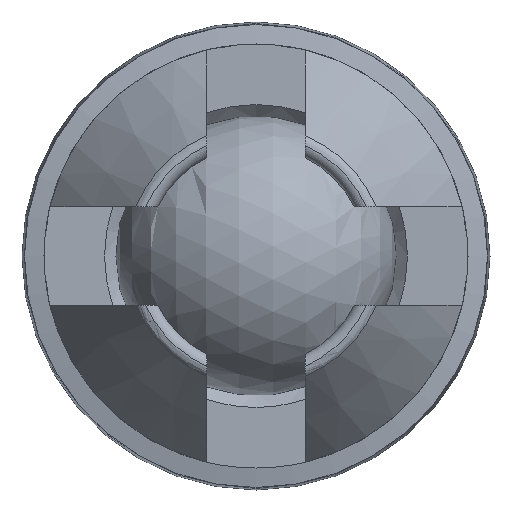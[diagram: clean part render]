
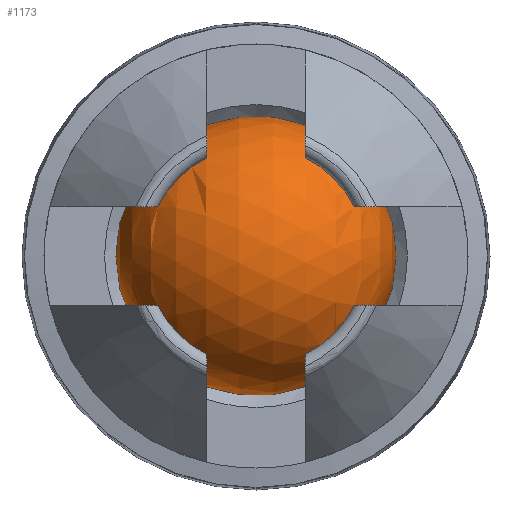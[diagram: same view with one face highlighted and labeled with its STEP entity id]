
A CAD part, front view. The second image highlights one B-rep face of the part: STEP entity #1173.
In plain terms, the highlighted spherical face has radius 1.85 mm.
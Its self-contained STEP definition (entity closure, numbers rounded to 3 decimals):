
#20=SPHERICAL_SURFACE('',#1315,1.85);
#127=CIRCLE('',#1242,1.681);
#128=CIRCLE('',#1244,1.681);
#129=CIRCLE('',#1246,1.681);
#130=CIRCLE('',#1248,1.681);
#131=CIRCLE('',#1250,1.45);
#132=CIRCLE('',#1252,1.45);
#133=CIRCLE('',#1254,1.45);
#134=CIRCLE('',#1256,1.45);
#150=CIRCLE('',#1284,1.732);
#151=CIRCLE('',#1286,1.732);
#152=CIRCLE('',#1289,1.732);
#153=CIRCLE('',#1291,1.732);
#154=CIRCLE('',#1294,1.732);
#155=CIRCLE('',#1296,1.732);
#156=CIRCLE('',#1300,1.732);
#157=CIRCLE('',#1302,1.732);
#486=ORIENTED_EDGE('',*,*,#591,.T.);
#487=ORIENTED_EDGE('',*,*,#640,.T.);
#488=ORIENTED_EDGE('',*,*,#603,.T.);
#489=ORIENTED_EDGE('',*,*,#646,.T.);
#490=ORIENTED_EDGE('',*,*,#588,.T.);
#491=ORIENTED_EDGE('',*,*,#644,.T.);
#492=ORIENTED_EDGE('',*,*,#600,.T.);
#493=ORIENTED_EDGE('',*,*,#650,.T.);
#494=ORIENTED_EDGE('',*,*,#594,.T.);
#495=ORIENTED_EDGE('',*,*,#642,.T.);
#496=ORIENTED_EDGE('',*,*,#582,.T.);
#497=ORIENTED_EDGE('',*,*,#654,.T.);
#498=ORIENTED_EDGE('',*,*,#585,.T.);
#499=ORIENTED_EDGE('',*,*,#648,.T.);
#500=ORIENTED_EDGE('',*,*,#597,.T.);
#501=ORIENTED_EDGE('',*,*,#655,.T.);
#582=EDGE_CURVE('',#742,#743,#127,.F.);
#585=EDGE_CURVE('',#744,#745,#128,.F.);
#588=EDGE_CURVE('',#746,#747,#129,.F.);
#591=EDGE_CURVE('',#748,#749,#130,.F.);
#594=EDGE_CURVE('',#750,#751,#131,.T.);
#597=EDGE_CURVE('',#752,#753,#132,.T.);
#600=EDGE_CURVE('',#754,#755,#133,.T.);
#603=EDGE_CURVE('',#756,#757,#134,.T.);
#640=EDGE_CURVE('',#749,#756,#150,.T.);
#642=EDGE_CURVE('',#751,#742,#151,.T.);
#644=EDGE_CURVE('',#747,#754,#152,.T.);
#646=EDGE_CURVE('',#757,#748,#153,.T.);
#648=EDGE_CURVE('',#745,#752,#154,.T.);
#650=EDGE_CURVE('',#755,#746,#155,.T.);
#654=EDGE_CURVE('',#743,#750,#156,.T.);
#655=EDGE_CURVE('',#753,#744,#157,.T.);
#742=VERTEX_POINT('',#1884);
#743=VERTEX_POINT('',#1885);
#744=VERTEX_POINT('',#1896);
#745=VERTEX_POINT('',#1897);
#746=VERTEX_POINT('',#1908);
#747=VERTEX_POINT('',#1909);
#748=VERTEX_POINT('',#1920);
#749=VERTEX_POINT('',#1921);
#750=VERTEX_POINT('',#1932);
#751=VERTEX_POINT('',#1933);
#752=VERTEX_POINT('',#1944);
#753=VERTEX_POINT('',#1945);
#754=VERTEX_POINT('',#1956);
#755=VERTEX_POINT('',#1957);
#756=VERTEX_POINT('',#1968);
#757=VERTEX_POINT('',#1969);
#998=EDGE_LOOP('',(#486,#487,#488,#489));
#999=EDGE_LOOP('',(#490,#491,#492,#493));
#1000=EDGE_LOOP('',(#494,#495,#496,#497));
#1001=EDGE_LOOP('',(#498,#499,#500,#501));
#1076=FACE_BOUND('',#998,.T.);
#1077=FACE_BOUND('',#999,.T.);
#1078=FACE_BOUND('',#1000,.T.);
#1079=FACE_BOUND('',#1001,.T.);
#1173=ADVANCED_FACE('',(#1076,#1077,#1078,#1079),#20,.T.);
#1242=AXIS2_PLACEMENT_3D('',#1883,#1449,#1450);
#1244=AXIS2_PLACEMENT_3D('',#1895,#1453,#1454);
#1246=AXIS2_PLACEMENT_3D('',#1907,#1457,#1458);
#1248=AXIS2_PLACEMENT_3D('',#1919,#1461,#1462);
#1250=AXIS2_PLACEMENT_3D('',#1931,#1465,#1466);
#1252=AXIS2_PLACEMENT_3D('',#1943,#1469,#1470);
#1254=AXIS2_PLACEMENT_3D('',#1955,#1473,#1474);
#1256=AXIS2_PLACEMENT_3D('',#1967,#1477,#1478);
#1284=AXIS2_PLACEMENT_3D('',#2052,#1552,#1553);
#1286=AXIS2_PLACEMENT_3D('',#2055,#1557,#1558);
#1289=AXIS2_PLACEMENT_3D('',#2059,#1564,#1565);
#1291=AXIS2_PLACEMENT_3D('',#2062,#1569,#1570);
#1294=AXIS2_PLACEMENT_3D('',#2066,#1576,#1577);
#1296=AXIS2_PLACEMENT_3D('',#2069,#1581,#1582);
#1300=AXIS2_PLACEMENT_3D('',#2076,#1592,#1593);
#1302=AXIS2_PLACEMENT_3D('',#2078,#1596,#1597);
#1315=AXIS2_PLACEMENT_3D('',#2115,#1640,#1641);
#1449=DIRECTION('',(0.,-1.,0.));
#1450=DIRECTION('',(0.,0.,-1.));
#1453=DIRECTION('',(0.,-1.,0.));
#1454=DIRECTION('',(0.,0.,-1.));
#1457=DIRECTION('',(0.,-1.,0.));
#1458=DIRECTION('',(0.,0.,-1.));
#1461=DIRECTION('',(0.,-1.,0.));
#1462=DIRECTION('',(0.,0.,-1.));
#1465=DIRECTION('',(0.,-1.,0.));
#1466=DIRECTION('',(1.,0.,0.));
#1469=DIRECTION('',(0.,-1.,0.));
#1470=DIRECTION('',(1.,0.,0.));
#1473=DIRECTION('',(0.,-1.,0.));
#1474=DIRECTION('',(1.,0.,0.));
#1477=DIRECTION('',(0.,-1.,0.));
#1478=DIRECTION('',(1.,0.,0.));
#1552=DIRECTION('',(-1.,0.,0.));
#1553=DIRECTION('',(0.,0.,1.));
#1557=DIRECTION('',(1.,0.,0.));
#1558=DIRECTION('',(0.,0.,-1.));
#1564=DIRECTION('',(0.,0.,-1.));
#1565=DIRECTION('',(-1.,0.,0.));
#1569=DIRECTION('',(0.,0.,1.));
#1570=DIRECTION('',(1.,0.,0.));
#1576=DIRECTION('',(1.,0.,0.));
#1577=DIRECTION('',(0.,0.,-1.));
#1581=DIRECTION('',(-1.,0.,0.));
#1582=DIRECTION('',(0.,0.,1.));
#1592=DIRECTION('',(0.,0.,1.));
#1593=DIRECTION('',(1.,0.,0.));
#1596=DIRECTION('',(0.,0.,-1.));
#1597=DIRECTION('',(-1.,0.,0.));
#1640=DIRECTION('',(1.,0.,0.));
#1641=DIRECTION('',(0.,1.,0.));
#1883=CARTESIAN_POINT('',(0.,0.527,0.));
#1884=CARTESIAN_POINT('',(-0.65,0.527,-1.55));
#1885=CARTESIAN_POINT('',(-1.55,0.527,-0.65));
#1895=CARTESIAN_POINT('',(0.,0.527,0.));
#1896=CARTESIAN_POINT('',(-1.55,0.527,0.65));
#1897=CARTESIAN_POINT('',(-0.65,0.527,1.55));
#1907=CARTESIAN_POINT('',(0.,0.527,0.));
#1908=CARTESIAN_POINT('',(0.65,0.527,1.55));
#1909=CARTESIAN_POINT('',(1.55,0.527,0.65));
#1919=CARTESIAN_POINT('',(0.,0.527,0.));
#1920=CARTESIAN_POINT('',(1.55,0.527,-0.65));
#1921=CARTESIAN_POINT('',(0.65,0.527,-1.55));
#1931=CARTESIAN_POINT('',(0.,0.151,0.));
#1932=CARTESIAN_POINT('',(-1.296,0.151,-0.65));
#1933=CARTESIAN_POINT('',(-0.65,0.151,-1.296));
#1943=CARTESIAN_POINT('',(0.,0.151,0.));
#1944=CARTESIAN_POINT('',(-0.65,0.151,1.296));
#1945=CARTESIAN_POINT('',(-1.296,0.151,0.65));
#1955=CARTESIAN_POINT('',(0.,0.151,0.));
#1956=CARTESIAN_POINT('',(1.296,0.151,0.65));
#1957=CARTESIAN_POINT('',(0.65,0.151,1.296));
#1967=CARTESIAN_POINT('',(0.,0.151,0.));
#1968=CARTESIAN_POINT('',(0.65,0.151,-1.296));
#1969=CARTESIAN_POINT('',(1.296,0.151,-0.65));
#2052=CARTESIAN_POINT('',(0.65,1.3,0.));
#2055=CARTESIAN_POINT('',(-0.65,1.3,0.));
#2059=CARTESIAN_POINT('',(0.,1.3,0.65));
#2062=CARTESIAN_POINT('',(0.,1.3,-0.65));
#2066=CARTESIAN_POINT('',(-0.65,1.3,0.));
#2069=CARTESIAN_POINT('',(0.65,1.3,0.));
#2076=CARTESIAN_POINT('',(0.,1.3,-0.65));
#2078=CARTESIAN_POINT('',(0.,1.3,0.65));
#2115=CARTESIAN_POINT('',(0.,1.3,0.));
